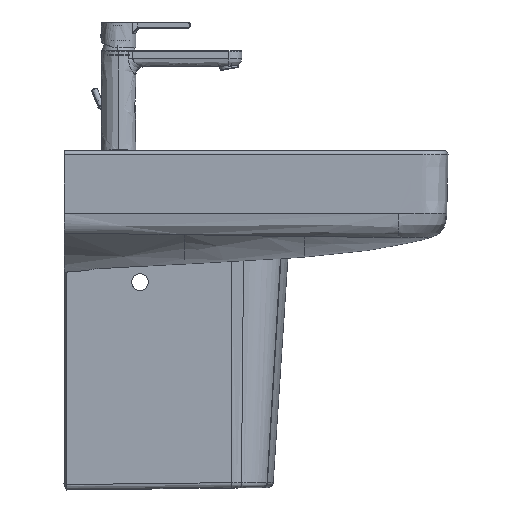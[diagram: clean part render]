
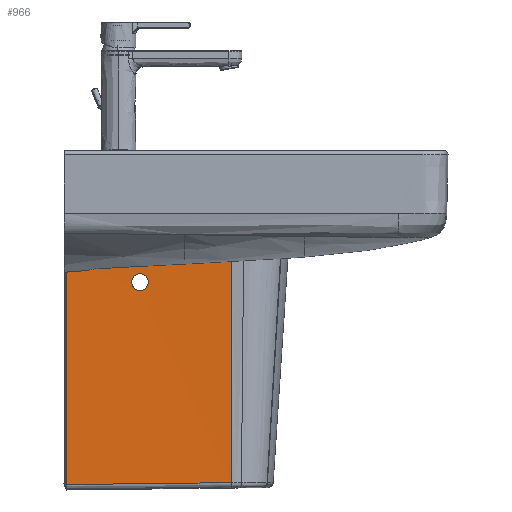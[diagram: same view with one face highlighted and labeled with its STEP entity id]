
A CAD part, left-side view. The second image highlights one B-rep face of the part: STEP entity #966.
In plain terms, the highlighted free-form (B-spline) face has degree [1, 5] with [2, 6] control points.
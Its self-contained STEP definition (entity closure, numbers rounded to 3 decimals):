
#907=FACE_BOUND('',#2523,.T.);
#966=ADVANCED_FACE('',(#1744,#907),#11306,.T.);
#1744=FACE_OUTER_BOUND('',#2522,.T.);
#2522=EDGE_LOOP('',(#3363,#3364,#3365,#3366));
#2523=EDGE_LOOP('',(#3367,#3368));
#3363=ORIENTED_EDGE('',*,*,#7126,.F.);
#3364=ORIENTED_EDGE('',*,*,#7123,.F.);
#3365=ORIENTED_EDGE('',*,*,#7239,.F.);
#3366=ORIENTED_EDGE('',*,*,#7127,.F.);
#3367=ORIENTED_EDGE('',*,*,#7121,.T.);
#3368=ORIENTED_EDGE('',*,*,#7118,.T.);
#7118=EDGE_CURVE('',#10036,#10034,#9002,.T.);
#7121=EDGE_CURVE('',#10034,#10036,#9005,.T.);
#7123=EDGE_CURVE('',#10041,#10040,#9007,.T.);
#7126=EDGE_CURVE('',#10040,#10038,#9010,.T.);
#7127=EDGE_CURVE('',#10038,#10039,#9011,.T.);
#7239=EDGE_CURVE('',#10039,#10041,#9123,.T.);
#9002=B_SPLINE_CURVE_WITH_KNOTS('',3,(#15283,#15284,#15285,#15286,#15287,
#15288,#15289,#15290,#15291,#15292,#15293,#15294,#15295,#15296,#15297,#15298,
#15299,#15300),.UNSPECIFIED.,.F.,.F.,(4,2,2,2,2,2,2,2,4),(-46.659,
-40.828,-34.998,-29.139,-23.284,
-17.466,-11.651,-5.828,0.),.UNSPECIFIED.);
#9005=B_SPLINE_CURVE_WITH_KNOTS('',3,(#15321,#15322,#15323,#15324,#15325,
#15326,#15327,#15328,#15329,#15330,#15331,#15332,#15333,#15334,#15335,#15336,
#15337,#15338),.UNSPECIFIED.,.F.,.F.,(4,2,2,2,2,2,2,2,4),(-46.659,
-40.828,-34.998,-29.139,-23.283,
-17.465,-11.65,-5.828,0.),.UNSPECIFIED.);
#9007=B_SPLINE_CURVE_WITH_KNOTS('',1,(#15357,#15358),.UNSPECIFIED.,.F.,
 .F.,(2,2),(-290.099,-9.259),.UNSPECIFIED.);
#9010=B_SPLINE_CURVE_WITH_KNOTS('',5,(#15370,#15371,#15372,#15373,#15374,
#15375),.UNSPECIFIED.,.F.,.F.,(6,6),(-103.036,103.036),
 .UNSPECIFIED.);
#9011=B_SPLINE_CURVE_WITH_KNOTS('',5,(#15376,#15377,#15378,#15379,#15380,
#15381,#15382,#15383,#15384),.UNSPECIFIED.,.F.,.F.,(6,3,6),(6.856,
144.946,290.099),.UNSPECIFIED.);
#9123=B_SPLINE_CURVE_WITH_KNOTS('',5,(#16248,#16249,#16250,#16251,#16252,
#16253),.UNSPECIFIED.,.F.,.F.,(6,6),(-206.058,0.),.UNSPECIFIED.);
#10034=VERTEX_POINT('',#15197);
#10036=VERTEX_POINT('',#15199);
#10038=VERTEX_POINT('',#15201);
#10039=VERTEX_POINT('',#15202);
#10040=VERTEX_POINT('',#15203);
#10041=VERTEX_POINT('',#15204);
#11306=B_SPLINE_SURFACE_WITH_KNOTS('',1,5,((#12279,#12280,#12281,#12282,
#12283,#12284),(#12285,#12286,#12287,#12288,#12289,#12290)),
 .UNSPECIFIED.,.F.,.F.,.F.,(2,2),(6,6),(0.,290.099),(0.,
209.058),.UNSPECIFIED.);
#12279=CARTESIAN_POINT('',(-75.,31.25,-336.831));
#12280=CARTESIAN_POINT('',(-75.5,73.059,-336.831));
#12281=CARTESIAN_POINT('',(-76.,114.867,-336.831));
#12282=CARTESIAN_POINT('',(-76.5,156.676,-336.831));
#12283=CARTESIAN_POINT('',(-77.,198.484,-336.831));
#12284=CARTESIAN_POINT('',(-77.5,240.293,-336.831));
#12285=CARTESIAN_POINT('',(-82.672,31.158,-46.831));
#12286=CARTESIAN_POINT('',(-83.137,72.967,-46.831));
#12287=CARTESIAN_POINT('',(-83.603,114.776,-46.831));
#12288=CARTESIAN_POINT('',(-84.068,156.585,-46.831));
#12289=CARTESIAN_POINT('',(-84.534,198.394,-46.831));
#12290=CARTESIAN_POINT('',(-84.999,240.203,-46.831));
#15197=CARTESIAN_POINT('',(-83.186,135.998,-71.797));
#15199=CARTESIAN_POINT('',(-83.129,154.427,-81.865));
#15201=CARTESIAN_POINT('',(-77.641,237.291,-329.978));
#15202=CARTESIAN_POINT('',(-84.966,237.203,-46.831));
#15203=CARTESIAN_POINT('',(-75.245,31.247,-327.576));
#15204=CARTESIAN_POINT('',(-82.672,31.158,-46.831));
#15283=CARTESIAN_POINT('',(-83.129,154.427,-81.865));
#15284=CARTESIAN_POINT('',(-83.168,155.073,-80.683));
#15285=CARTESIAN_POINT('',(-83.206,155.488,-79.379));
#15286=CARTESIAN_POINT('',(-83.28,155.798,-76.697));
#15287=CARTESIAN_POINT('',(-83.315,155.693,-75.32));
#15288=CARTESIAN_POINT('',(-83.375,154.952,-72.674));
#15289=CARTESIAN_POINT('',(-83.401,154.318,-71.422));
#15290=CARTESIAN_POINT('',(-83.438,152.605,-69.247));
#15291=CARTESIAN_POINT('',(-83.451,151.525,-68.322));
#15292=CARTESIAN_POINT('',(-83.458,149.052,-66.957));
#15293=CARTESIAN_POINT('',(-83.454,147.689,-66.531));
#15294=CARTESIAN_POINT('',(-83.431,144.899,-66.243));
#15295=CARTESIAN_POINT('',(-83.411,143.493,-66.381));
#15296=CARTESIAN_POINT('',(-83.361,140.846,-67.182));
#15297=CARTESIAN_POINT('',(-83.33,139.621,-67.841));
#15298=CARTESIAN_POINT('',(-83.261,137.52,-69.557));
#15299=CARTESIAN_POINT('',(-83.224,136.644,-70.614));
#15300=CARTESIAN_POINT('',(-83.186,135.998,-71.797));
#15321=CARTESIAN_POINT('',(-83.186,135.998,-71.797));
#15322=CARTESIAN_POINT('',(-83.148,135.352,-72.979));
#15323=CARTESIAN_POINT('',(-83.109,134.937,-74.283));
#15324=CARTESIAN_POINT('',(-83.035,134.627,-76.965));
#15325=CARTESIAN_POINT('',(-83.,134.732,-78.342));
#15326=CARTESIAN_POINT('',(-82.939,135.472,-80.988));
#15327=CARTESIAN_POINT('',(-82.914,136.106,-82.239));
#15328=CARTESIAN_POINT('',(-82.876,137.82,-84.415));
#15329=CARTESIAN_POINT('',(-82.864,138.9,-85.34));
#15330=CARTESIAN_POINT('',(-82.856,141.373,-86.705));
#15331=CARTESIAN_POINT('',(-82.86,142.735,-87.131));
#15332=CARTESIAN_POINT('',(-82.884,145.525,-87.42));
#15333=CARTESIAN_POINT('',(-82.904,146.932,-87.281));
#15334=CARTESIAN_POINT('',(-82.954,149.578,-86.48));
#15335=CARTESIAN_POINT('',(-82.985,150.803,-85.822));
#15336=CARTESIAN_POINT('',(-83.054,152.905,-84.106));
#15337=CARTESIAN_POINT('',(-83.091,153.781,-83.048));
#15338=CARTESIAN_POINT('',(-83.129,154.427,-81.865));
#15357=CARTESIAN_POINT('',(-82.672,31.158,-46.831));
#15358=CARTESIAN_POINT('',(-75.245,31.247,-327.576));
#15370=CARTESIAN_POINT('',(-75.245,31.247,-327.576));
#15371=CARTESIAN_POINT('',(-75.724,72.456,-328.056));
#15372=CARTESIAN_POINT('',(-76.203,113.665,-328.536));
#15373=CARTESIAN_POINT('',(-76.682,154.873,-329.017));
#15374=CARTESIAN_POINT('',(-77.162,196.082,-329.497));
#15375=CARTESIAN_POINT('',(-77.641,237.291,-329.978));
#15376=CARTESIAN_POINT('',(-77.641,237.291,-329.978));
#15377=CARTESIAN_POINT('',(-78.356,237.282,-302.369));
#15378=CARTESIAN_POINT('',(-79.07,237.274,-274.76));
#15379=CARTESIAN_POINT('',(-79.784,237.265,-247.152));
#15380=CARTESIAN_POINT('',(-81.249,237.248,-190.522));
#15381=CARTESIAN_POINT('',(-82.714,237.23,-133.893));
#15382=CARTESIAN_POINT('',(-83.464,237.221,-104.872));
#15383=CARTESIAN_POINT('',(-84.215,237.212,-75.852));
#15384=CARTESIAN_POINT('',(-84.966,237.203,-46.831));
#16248=CARTESIAN_POINT('',(-84.966,237.203,-46.831));
#16249=CARTESIAN_POINT('',(-84.507,195.994,-46.831));
#16250=CARTESIAN_POINT('',(-84.048,154.785,-46.831));
#16251=CARTESIAN_POINT('',(-83.589,113.576,-46.831));
#16252=CARTESIAN_POINT('',(-83.13,72.367,-46.831));
#16253=CARTESIAN_POINT('',(-82.672,31.158,-46.831));
